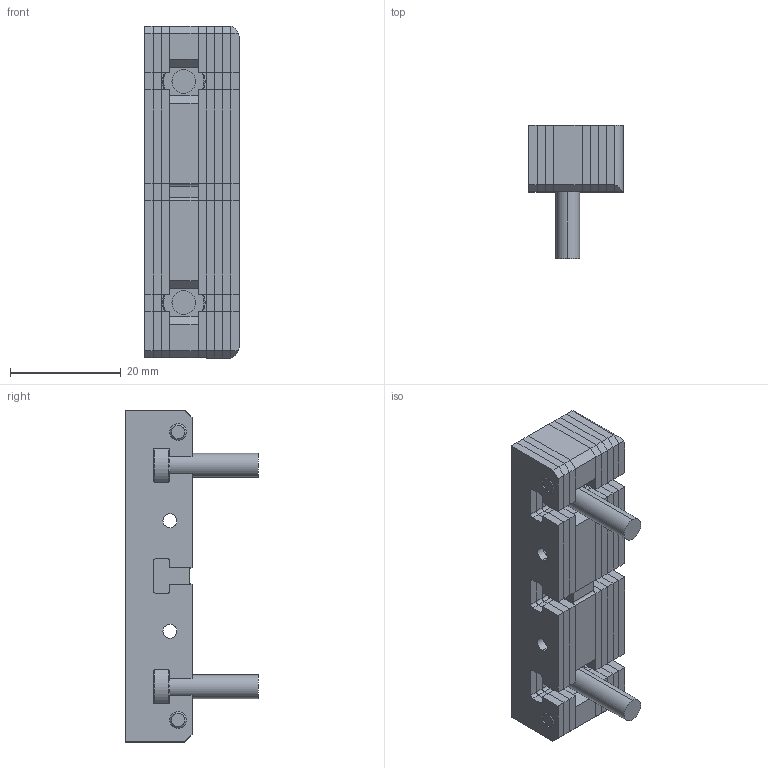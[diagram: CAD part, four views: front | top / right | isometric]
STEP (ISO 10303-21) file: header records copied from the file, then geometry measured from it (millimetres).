
FILE_DESCRIPTION (( 'STEP AP203' ), '1' );
FILE_NAME ('5159.STEP', '2024-11-04T15:23:15', ( '' ), ( '' ), 'SwSTEP 2.0', 'SolidWorks 2019', '' );
FILE_SCHEMA (( 'CONFIG_CONTROL_DESIGN' ));
Length unit declared in the file: millimetre
Products named in the file (6): 5159; Lamela_60_R 9e0c3e380830329d5f4df43e4035eea5; Lamellar_Gas_Vent_ISGL60 9e0c3e380830329d5f4df43e4035eea5; Bolt_60 9e0c3e380830329d5f4df43e4035eea5; Lamela_60 9e0c3e380830329d5f4df43e4035eea5; Pin_60 9e0c3e380830329d5f4df43e4035eea5
Assembly tree (12 placements, depth 2):
  5159
    Lamellar_Gas_Vent_ISGL60 9e0c3e380830329d5f4df43e4035eea5
    Lamela_60 9e0c3e380830329d5f4df43e4035eea5  x6
    Lamela_60_R 9e0c3e380830329d5f4df43e4035eea5
    Bolt_60 9e0c3e380830329d5f4df43e4035eea5  x2
    Pin_60 9e0c3e380830329d5f4df43e4035eea5  x2
Bounding box: 17.04 x 24 x 60 mm (x, y, z)
Volume: 11142.5 mm3; surface area: 15816.1 mm2
Topology: 13 solids, 13 shells, 496 faces, 1388 edges, 920 vertices
Faces by surface type: plane 290, cylinder 190, cone 16
Entity records: 7888 total; most frequent: DIRECTION 1242, CARTESIAN_POINT 1242, ORIENTED_EDGE 1208, EDGE_CURVE 604, LINE 426, VECTOR 426, AXIS2_PLACEMENT_3D 408, VERTEX_POINT 400
